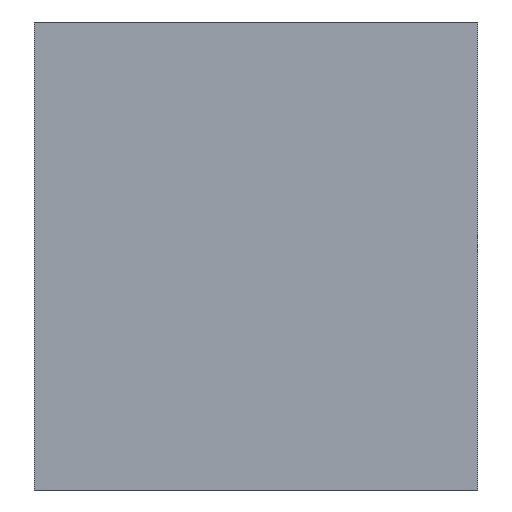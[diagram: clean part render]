
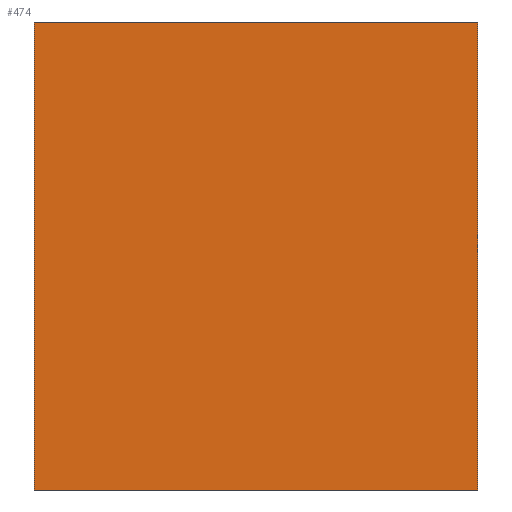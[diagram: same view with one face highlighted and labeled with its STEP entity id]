
A CAD part, front view. The second image highlights one B-rep face of the part: STEP entity #474.
In plain terms, the highlighted planar face has unit normal (0, -1, 0).
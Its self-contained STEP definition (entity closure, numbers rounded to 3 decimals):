
#168=CARTESIAN_POINT('',(200.,42.8,0.));
#169=VERTEX_POINT('',#168);
#209=CARTESIAN_POINT('',(200.,42.8,97.));
#210=VERTEX_POINT('',#209);
#217=CARTESIAN_POINT('',(200.,42.8,97.));
#218=DIRECTION('',(0.,0.,-1.));
#219=VECTOR('',#218,97.);
#220=LINE('',#217,#219);
#221=EDGE_CURVE('',#210,#169,#220,.T.);
#262=CARTESIAN_POINT('',(108.006,42.8,0.));
#263=VERTEX_POINT('',#262);
#270=CARTESIAN_POINT('',(108.006,42.8,97.));
#271=VERTEX_POINT('',#270);
#272=CARTESIAN_POINT('',(108.006,42.8,97.));
#273=DIRECTION('',(0.,0.,-1.));
#274=VECTOR('',#273,97.);
#275=LINE('',#272,#274);
#276=EDGE_CURVE('',#271,#263,#275,.T.);
#329=CARTESIAN_POINT('',(200.,42.8,0.));
#330=DIRECTION('',(-1.,0.,0.));
#331=VECTOR('',#330,91.994);
#332=LINE('',#329,#331);
#333=EDGE_CURVE('',#169,#263,#332,.T.);
#458=CARTESIAN_POINT('',(154.003,42.8,51.));
#459=DIRECTION('',(0.,-1.,0.));
#460=DIRECTION('',(0.,0.,-1.));
#461=AXIS2_PLACEMENT_3D('',#458,#459,#460);
#462=PLANE('',#461);
#463=ORIENTED_EDGE('',*,*,#333,.F.);
#464=ORIENTED_EDGE('',*,*,#221,.F.);
#465=CARTESIAN_POINT('',(200.,42.8,97.));
#466=DIRECTION('',(-1.,0.,0.));
#467=VECTOR('',#466,91.994);
#468=LINE('',#465,#467);
#469=EDGE_CURVE('',#210,#271,#468,.T.);
#470=ORIENTED_EDGE('',*,*,#469,.T.);
#471=ORIENTED_EDGE('',*,*,#276,.T.);
#472=EDGE_LOOP('',(#463,#464,#470,#471));
#473=FACE_BOUND('',#472,.T.);
#474=ADVANCED_FACE('',(#473),#462,.T.);
